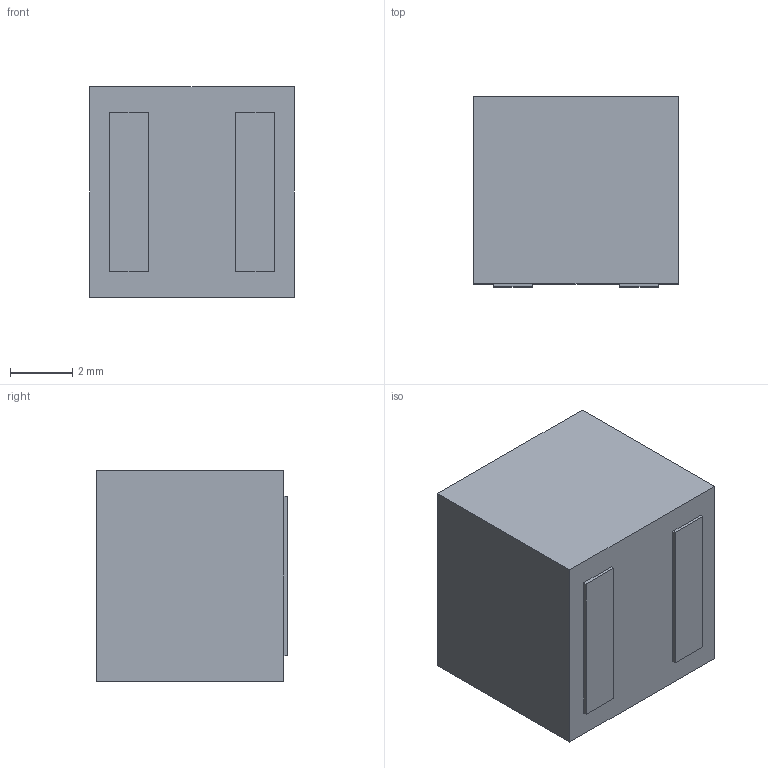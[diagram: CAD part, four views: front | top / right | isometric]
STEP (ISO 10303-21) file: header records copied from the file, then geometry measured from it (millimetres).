
FILE_DESCRIPTION (( 'STEP AP214' ), '1' );
FILE_NAME ('Coilcraft-XAL6060-822.STEP', '2014-02-27T12:50:58', ( 'Windows User' ), ( '' ), 'SwSTEP 2.0', 'SolidWorks 2014', '' );
FILE_SCHEMA (( 'AUTOMOTIVE_DESIGN' ));
Length unit declared in the file: millimetre
Products named in the file (1): Coilcraft-XAL6060-822
Bounding box: 6.56 x 6.1 x 6.76 mm (x, y, z)
Volume: 267.3 mm3; surface area: 251.1 mm2
Topology: 1 solids, 1 shells, 78 faces, 173 edges, 106 vertices
Faces by surface type: bspline 41, plane 37
Entity records: 4848 total; most frequent: CARTESIAN_POINT 2528, ORIENTED_EDGE 346, EDGE_CURVE 173, DIRECTION 167, VERTEX_POINT 106, VECTOR 91, LINE 91, EDGE_LOOP 87
